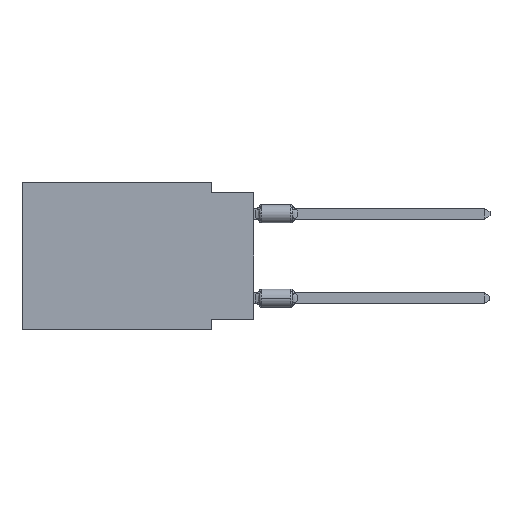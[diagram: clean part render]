
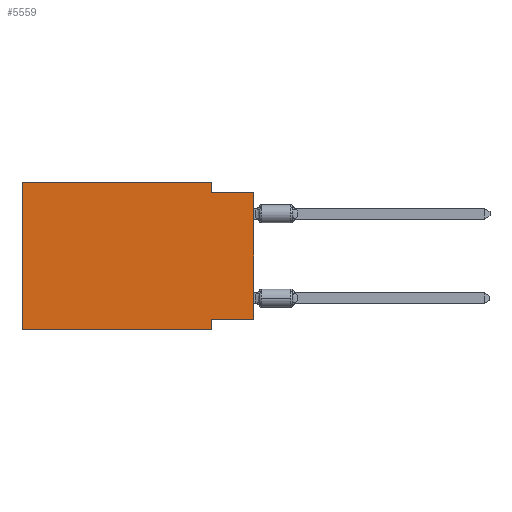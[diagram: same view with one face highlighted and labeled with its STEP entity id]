
A CAD part, left-side view. The second image highlights one B-rep face of the part: STEP entity #5559.
In plain terms, the highlighted planar face has unit normal (-1, 0, 0).
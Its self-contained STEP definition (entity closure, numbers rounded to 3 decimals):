
#122 = LINE ( 'NONE', #16311, #9179 ) ;
#185 = LINE ( 'NONE', #18089, #17641 ) ;
#199 = ORIENTED_EDGE ( 'NONE', *, *, #20815, .F. ) ;
#411 = ORIENTED_EDGE ( 'NONE', *, *, #17358, .T. ) ;
#534 = DIRECTION ( 'NONE',  ( 0., -1., 0. ) ) ;
#597 = ORIENTED_EDGE ( 'NONE', *, *, #14674, .F. ) ;
#915 = VECTOR ( 'NONE', #12240, 1000. ) ;
#921 = EDGE_LOOP ( 'NONE', ( #11107, #8944, #597, #199, #1870, #411, #18155, #3485 ) ) ;
#1490 = DIRECTION ( 'NONE',  ( 1., 0., 0. ) ) ;
#1718 = CARTESIAN_POINT ( 'NONE',  ( 0., 2.54, -8.89 ) ) ;
#1870 = ORIENTED_EDGE ( 'NONE', *, *, #6695, .F. ) ;
#2514 = VECTOR ( 'NONE', #11384, 1000. ) ;
#2596 = AXIS2_PLACEMENT_3D ( 'NONE', #4996, #1490, #21098 ) ;
#3122 = VERTEX_POINT ( 'NONE', #14704 ) ;
#3143 = VECTOR ( 'NONE', #11465, 1000. ) ;
#3145 = CARTESIAN_POINT ( 'NONE',  ( 0., 2.54, 0. ) ) ;
#3204 = CARTESIAN_POINT ( 'NONE',  ( 0., 13.97, -8.89 ) ) ;
#3271 = VERTEX_POINT ( 'NONE', #3861 ) ;
#3290 = DIRECTION ( 'NONE',  ( 0., 0., -1. ) ) ;
#3328 = LINE ( 'NONE', #15990, #9682 ) ;
#3485 = ORIENTED_EDGE ( 'NONE', *, *, #11982, .F. ) ;
#3861 = CARTESIAN_POINT ( 'NONE',  ( 0., 2.54, -8.89 ) ) ;
#4618 = EDGE_CURVE ( 'NONE', #16616, #3271, #8556, .T. ) ;
#4996 = CARTESIAN_POINT ( 'NONE',  ( 0., 13.97, 0. ) ) ;
#5228 = CARTESIAN_POINT ( 'NONE',  ( 0., 13.97, 0. ) ) ;
#5559 = ADVANCED_FACE ( 'NONE', ( #16378 ), #6284, .F. ) ;
#5686 = CARTESIAN_POINT ( 'NONE',  ( 0., 13.97, 0. ) ) ;
#6284 = PLANE ( 'NONE',  #2596 ) ;
#6695 = EDGE_CURVE ( 'NONE', #3122, #12143, #10635, .T. ) ;
#8053 = EDGE_CURVE ( 'NONE', #16079, #19278, #3328, .T. ) ;
#8064 = LINE ( 'NONE', #14026, #2514 ) ;
#8243 = DIRECTION ( 'NONE',  ( 0., 0., -1. ) ) ;
#8556 = LINE ( 'NONE', #1718, #15921 ) ;
#8764 = VERTEX_POINT ( 'NONE', #11391 ) ;
#8872 = VECTOR ( 'NONE', #534, 1000. ) ;
#8944 = ORIENTED_EDGE ( 'NONE', *, *, #18062, .F. ) ;
#9179 = VECTOR ( 'NONE', #14707, 1000. ) ;
#9682 = VECTOR ( 'NONE', #17808, 1000. ) ;
#10284 = VERTEX_POINT ( 'NONE', #3145 ) ;
#10635 = LINE ( 'NONE', #5686, #915 ) ;
#11107 = ORIENTED_EDGE ( 'NONE', *, *, #8053, .T. ) ;
#11318 = CARTESIAN_POINT ( 'NONE',  ( 0., 0., -0.635 ) ) ;
#11384 = DIRECTION ( 'NONE',  ( 0., -1., 0. ) ) ;
#11391 = CARTESIAN_POINT ( 'NONE',  ( 0., 2.54, -0.635 ) ) ;
#11465 = DIRECTION ( 'NONE',  ( 0., -1., 0. ) ) ;
#11593 = CARTESIAN_POINT ( 'NONE',  ( 0., 2.54, -8.255 ) ) ;
#11780 = LINE ( 'NONE', #3204, #3143 ) ;
#11982 = EDGE_CURVE ( 'NONE', #16079, #16616, #122, .T. ) ;
#12143 = VERTEX_POINT ( 'NONE', #13642 ) ;
#12240 = DIRECTION ( 'NONE',  ( 0., 0., 1. ) ) ;
#13642 = CARTESIAN_POINT ( 'NONE',  ( 0., 13.97, 0. ) ) ;
#13736 = CARTESIAN_POINT ( 'NONE',  ( 0., 0., -8.255 ) ) ;
#14026 = CARTESIAN_POINT ( 'NONE',  ( 0., 0., -0.635 ) ) ;
#14674 = EDGE_CURVE ( 'NONE', #10284, #8764, #185, .T. ) ;
#14704 = CARTESIAN_POINT ( 'NONE',  ( 0., 13.97, -8.89 ) ) ;
#14707 = DIRECTION ( 'NONE',  ( 0., 1., 0. ) ) ;
#15921 = VECTOR ( 'NONE', #8243, 1000. ) ;
#15990 = CARTESIAN_POINT ( 'NONE',  ( 0., 0., 0. ) ) ;
#16079 = VERTEX_POINT ( 'NONE', #13736 ) ;
#16311 = CARTESIAN_POINT ( 'NONE',  ( 0., 0., -8.255 ) ) ;
#16378 = FACE_OUTER_BOUND ( 'NONE', #921, .T. ) ;
#16616 = VERTEX_POINT ( 'NONE', #11593 ) ;
#17358 = EDGE_CURVE ( 'NONE', #3122, #3271, #11780, .T. ) ;
#17641 = VECTOR ( 'NONE', #3290, 1000. ) ;
#17808 = DIRECTION ( 'NONE',  ( 0., 0., 1. ) ) ;
#18062 = EDGE_CURVE ( 'NONE', #8764, #19278, #8064, .T. ) ;
#18089 = CARTESIAN_POINT ( 'NONE',  ( 0., 2.54, 0. ) ) ;
#18155 = ORIENTED_EDGE ( 'NONE', *, *, #4618, .F. ) ;
#19278 = VERTEX_POINT ( 'NONE', #11318 ) ;
#20145 = LINE ( 'NONE', #5228, #8872 ) ;
#20815 = EDGE_CURVE ( 'NONE', #12143, #10284, #20145, .T. ) ;
#21098 = DIRECTION ( 'NONE',  ( 0., 0., -1. ) ) ;
